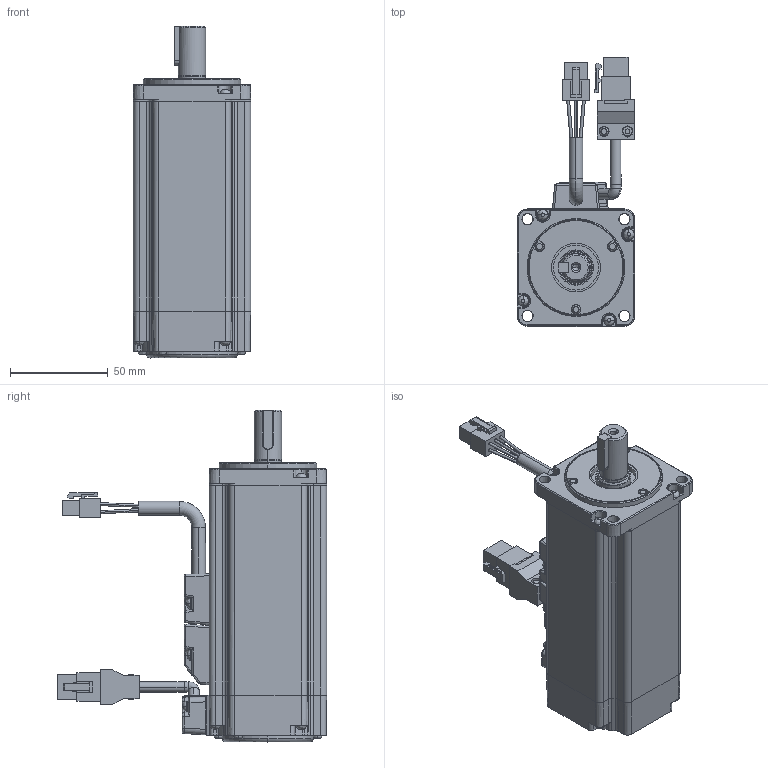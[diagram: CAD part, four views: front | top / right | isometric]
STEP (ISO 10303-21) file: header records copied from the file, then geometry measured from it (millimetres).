
FILE_DESCRIPTION (( 'STEP AP214' ), '1' );
FILE_NAME ('SV2L-204B.STEP', '2024-12-11T13:00:48', ( '' ), ( '' ), 'SwSTEP 2.0', 'SolidWorks 2021', '' );
FILE_SCHEMA (( 'AUTOMOTIVE_DESIGN' ));
Length unit declared in the file: millimetre
Products named in the file (1): SV2L-204B
Bounding box: 60.01 x 137.63 x 169.7 mm (x, y, z)
Volume: 487343.8 mm3; surface area: 53133 mm2
Topology: 4 solids, 4 shells, 802 faces, 2004 edges, 1255 vertices
Faces by surface type: plane 330, cylinder 260, cone 100, bspline 53, sphere 30, torus 29
Entity records: 29947 total; most frequent: CARTESIAN_POINT 11924, ORIENTED_EDGE 3990, DIRECTION 3346, EDGE_CURVE 1995, VERTEX_POINT 1255, AXIS2_PLACEMENT_3D 1231, VECTOR 884, LINE 884
